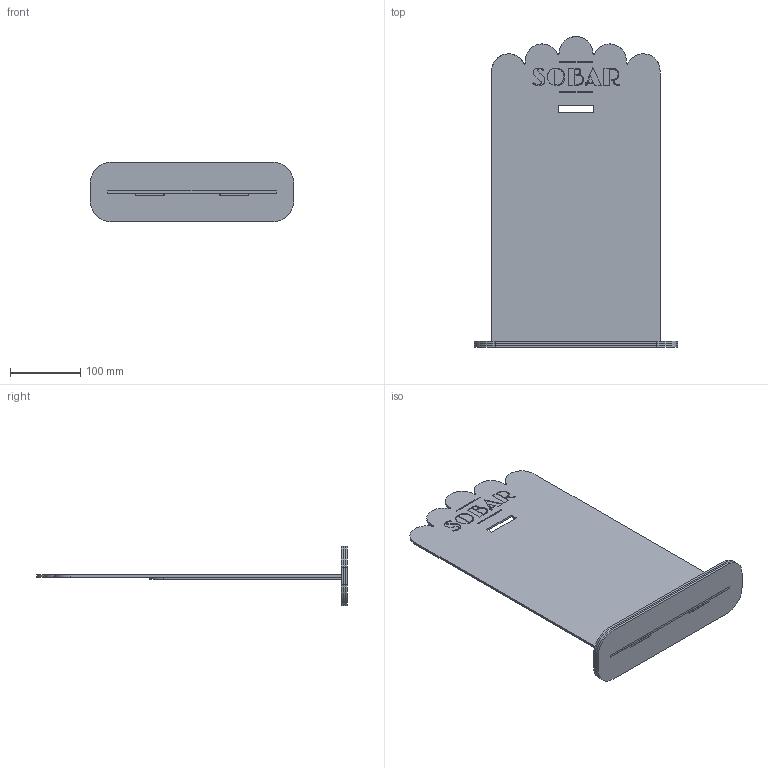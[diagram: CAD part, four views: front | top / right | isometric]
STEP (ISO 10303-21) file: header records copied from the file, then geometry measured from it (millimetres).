
FILE_DESCRIPTION(/* description */ (''),/* implementation_level */ '2;1');
FILE_NAME(/* name */ 'Sobar - skilt v8.step',/* time_stamp */ '2021-11-08T18:08:29+01:00',/* author */ (''),/* organization */ (''),/* preprocessor_version */ 'ST-DEVELOPER v18.1',/* originating_system */ 'Autodesk Translation Framework v10.10.0.1391',/* authorisation */ '');
FILE_SCHEMA (('AUTOMOTIVE_DESIGN { 1 0 10303 214 3 1 1 }'));
Length unit declared in the file: millimetre
Products named in the file (1): Sobar - skilt
Bounding box: 290 x 443.3 x 85 mm (x, y, z)
Volume: 574921.1 mm3; surface area: 403815.2 mm2
Topology: 6 solids, 6 shells, 223 faces, 603 edges, 402 vertices
Faces by surface type: plane 117, bspline 92, cylinder 14
Entity records: 8003 total; most frequent: CARTESIAN_POINT 2801, ORIENTED_EDGE 1206, DIRECTION 799, EDGE_CURVE 603, VERTEX_POINT 402, LINE 391, VECTOR 391, EDGE_LOOP 241
